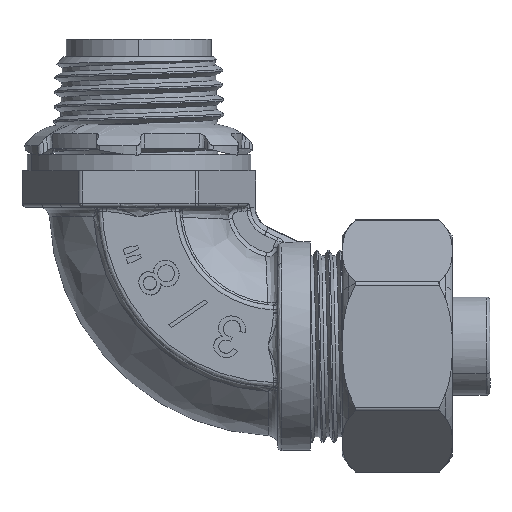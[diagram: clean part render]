
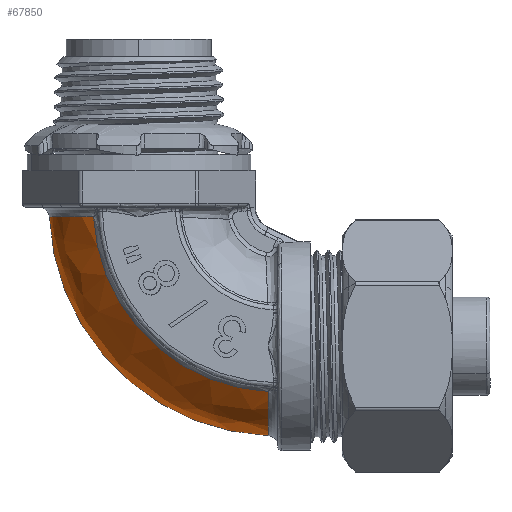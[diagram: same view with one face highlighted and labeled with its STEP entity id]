
A CAD part, left-side view. The second image highlights one B-rep face of the part: STEP entity #67850.
In plain terms, the highlighted free-form (B-spline) face has degree [3, 3] with [4, 4] control points.
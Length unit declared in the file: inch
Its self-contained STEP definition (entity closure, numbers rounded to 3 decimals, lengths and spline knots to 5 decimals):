
#134 = EDGE_CURVE ( 'NONE', #4435, #22803, #68109, .T. ) ;
#2090 = FACE_OUTER_BOUND ( 'NONE', #7081, .T. ) ;
#3002 = DIRECTION ( 'NONE',  ( 0., 0., 1. ) ) ;
#3512 = CARTESIAN_POINT ( 'NONE',  ( -0.29422, 1.58369, 0.62559 ) ) ;
#3741 = CARTESIAN_POINT ( 'NONE',  ( -0.21517, 1.64128, 0.62576 ) ) ;
#4435 = VERTEX_POINT ( 'NONE', #26264 ) ;
#4888 = CARTESIAN_POINT ( 'NONE',  ( -0.21138, 0.64073, -0.37693 ) ) ;
#5124 = CARTESIAN_POINT ( 'NONE',  ( -0.3338, 0.64105, -0.27723 ) ) ;
#7081 = EDGE_LOOP ( 'NONE', ( #44190, #10724, #15645, #56237 ) ) ;
#8412 = CARTESIAN_POINT ( 'NONE',  ( -0.13102, 0.64063, -0.41219 ) ) ;
#8687 = CARTESIAN_POINT ( 'NONE',  ( -0.3555, 1.51492, 0.62535 ) ) ;
#9306 = CARTESIAN_POINT ( 'NONE',  ( -0.07677, 0.64059, -0.42686 ) ) ;
#10231 = CARTESIAN_POINT ( 'NONE',  ( -0.21286, 0.64073, -0.37609 ) ) ;
#10724 = ORIENTED_EDGE ( 'NONE', *, *, #134, .T. ) ;
#11150 = CARTESIAN_POINT ( 'NONE',  ( 0., 1.24486, -0.41283 ) ) ;
#13589 = CARTESIAN_POINT ( 'NONE',  ( -0.23623, 1.62843, 0.62573 ) ) ;
#13779 = CARTESIAN_POINT ( 'NONE',  ( -0.17417, 0.64068, -0.39558 ) ) ;
#14038 = CARTESIAN_POINT ( 'NONE',  ( -0.21853, 1.63933, 0.62576 ) ) ;
#14446 = CARTESIAN_POINT ( 'NONE',  ( 0., 0.64058, -0.43208 ) ) ;
#15499 =( BOUNDED_SURFACE ( )  B_SPLINE_SURFACE ( 3, 3, ( 
 ( #27030, #53430, #15840, #47831 ),
 ( #53880, #63851, #32654, #21232 ),
 ( #26586, #16518, #43190, #31961 ),
 ( #69202, #32420, #11150, #21904 ) ),
 .UNSPECIFIED., .F., .F., .F. ) 
 B_SPLINE_SURFACE_WITH_KNOTS ( ( 4, 4 ),
 ( 4, 4 ),
 ( 0., 1. ),
 ( 0., 1. ),
 .UNSPECIFIED. ) 
 GEOMETRIC_REPRESENTATION_ITEM ( )  RATIONAL_B_SPLINE_SURFACE ( (
 ( 1., 0.82, 0.82, 1.),
 ( 0.912, 0.748, 0.748, 0.912),
 ( 0.912, 0.748, 0.748, 0.912),
 ( 1., 0.82, 0.82, 1.) ) ) 
 REPRESENTATION_ITEM ( '' )  SURFACE ( )  );
#15645 = ORIENTED_EDGE ( 'NONE', *, *, #58543, .T. ) ;
#15840 = CARTESIAN_POINT ( 'NONE',  ( -0.37288, 1.11964, -0.20383 ) ) ;
#16518 = CARTESIAN_POINT ( 'NONE',  ( -0.15689, 1.67933, 0.02164 ) ) ;
#18082 = CIRCLE ( 'NONE', #65561, 0.89111 ) ;
#18908 = DIRECTION ( 'NONE',  ( 1., 0., 0. ) ) ;
#18986 = CARTESIAN_POINT ( 'NONE',  ( -0.21578, 1.64092, 0.62576 ) ) ;
#19443 = CARTESIAN_POINT ( 'NONE',  ( -0.18325, 1.65952, 0.62582 ) ) ;
#19851 = CARTESIAN_POINT ( 'NONE',  ( -0.03871, 0.64058, -0.43208 ) ) ;
#20155 = B_SPLINE_CURVE_WITH_KNOTS ( 'NONE', 3,
 ( #14446, #19851, #9306, #8412, #24563, #13779, #61809, #29876, #47156, #31496, #4888, #10231, #63396, #52975, #21023, #46910, #5124, #47380, #52276 ),
 .UNSPECIFIED., .F., .F.,
 ( 4, 2, 2, 2, 1, 1, 1, 2, 2, 2, 4 ),
 ( 0.49929, 0.62447, 0.68706, 0.71835, 0.734, 0.74182, 0.74574, 0.74769, 0.74965, 0.87482, 1. ),
 .UNSPECIFIED. ) ;
#21023 = CARTESIAN_POINT ( 'NONE',  ( -0.25013, 0.6408, -0.35478 ) ) ;
#21232 = CARTESIAN_POINT ( 'NONE',  ( -0.29313, 0.62824, -0.35469 ) ) ;
#21904 = CARTESIAN_POINT ( 'NONE',  ( 0., 0.63072, -0.43244 ) ) ;
#22803 = VERTEX_POINT ( 'NONE', #26481 ) ;
#24563 = CARTESIAN_POINT ( 'NONE',  ( -0.14864, 0.64065, -0.40616 ) ) ;
#24808 = CARTESIAN_POINT ( 'NONE',  ( -0.14899, 1.67383, 0.62586 ) ) ;
#25036 = CARTESIAN_POINT ( 'NONE',  ( -0.25668, 1.61434, 0.62568 ) ) ;
#26264 = CARTESIAN_POINT ( 'NONE',  ( 0., 1.69858, 0.62592 ) ) ;
#26481 = CARTESIAN_POINT ( 'NONE',  ( 0., 0.64058, -0.43208 ) ) ;
#26586 = CARTESIAN_POINT ( 'NONE',  ( -0.15689, 1.69894, 0.63578 ) ) ;
#27030 = CARTESIAN_POINT ( 'NONE',  ( -0.37288, 1.48615, 0.64257 ) ) ;
#29685 = CARTESIAN_POINT ( 'NONE',  ( -0.37288, 1.48543, 0.62523 ) ) ;
#29876 = CARTESIAN_POINT ( 'NONE',  ( -0.19483, 0.64071, -0.38575 ) ) ;
#30137 = CARTESIAN_POINT ( 'NONE',  ( -0.27989, 1.59643, 0.62563 ) ) ;
#30360 = CARTESIAN_POINT ( 'NONE',  ( -0.24867, 1.62012, 0.6257 ) ) ;
#30657 = CARTESIAN_POINT ( 'NONE',  ( -0.0386, 1.69858, 0.62592 ) ) ;
#31496 = CARTESIAN_POINT ( 'NONE',  ( -0.20791, 0.64073, -0.37886 ) ) ;
#31961 = CARTESIAN_POINT ( 'NONE',  ( -0.15689, 0.63072, -0.43244 ) ) ;
#32420 = CARTESIAN_POINT ( 'NONE',  ( 0., 1.67933, 0.02164 ) ) ;
#32654 = CARTESIAN_POINT ( 'NONE',  ( -0.29313, 1.1991, -0.33647 ) ) ;
#33936 = AXIS2_PLACEMENT_3D ( 'NONE', #59337, #64676, #64915 ) ;
#36036 = CARTESIAN_POINT ( 'NONE',  ( 0., 1.69858, 0.62592 ) ) ;
#36993 = CARTESIAN_POINT ( 'NONE',  ( -0.37288, 0.64127, -0.21893 ) ) ;
#43190 = CARTESIAN_POINT ( 'NONE',  ( -0.15689, 1.24486, -0.41283 ) ) ;
#44190 = ORIENTED_EDGE ( 'NONE', *, *, #49387, .T. ) ;
#45303 = CARTESIAN_POINT ( 'NONE',  ( -0.37288, 0.5955, 0.671 ) ) ;
#45601 = CARTESIAN_POINT ( 'NONE',  ( -0.22991, 1.6325, 0.62574 ) ) ;
#46063 = CARTESIAN_POINT ( 'NONE',  ( -0.33377, 1.54377, 0.62545 ) ) ;
#46910 = CARTESIAN_POINT ( 'NONE',  ( -0.28112, 0.64087, -0.33043 ) ) ;
#47156 = CARTESIAN_POINT ( 'NONE',  ( -0.20092, 0.64071, -0.38264 ) ) ;
#47380 = CARTESIAN_POINT ( 'NONE',  ( -0.35552, 0.64115, -0.2484 ) ) ;
#47831 = CARTESIAN_POINT ( 'NONE',  ( -0.37288, 0.62393, -0.21965 ) ) ;
#49387 = EDGE_CURVE ( 'NONE', #58409, #4435, #58455, .T. ) ;
#50946 = CARTESIAN_POINT ( 'NONE',  ( -0.22235, 1.63708, 0.62575 ) ) ;
#51074 = VERTEX_POINT ( 'NONE', #36993 ) ;
#51394 = CARTESIAN_POINT ( 'NONE',  ( -0.21688, 1.64029, 0.62576 ) ) ;
#52276 = CARTESIAN_POINT ( 'NONE',  ( -0.37288, 0.64127, -0.21893 ) ) ;
#52975 = CARTESIAN_POINT ( 'NONE',  ( -0.21427, 0.64074, -0.37529 ) ) ;
#53430 = CARTESIAN_POINT ( 'NONE',  ( -0.37288, 1.47033, 0.14686 ) ) ;
#53880 = CARTESIAN_POINT ( 'NONE',  ( -0.29313, 1.62119, 0.63826 ) ) ;
#56237 = ORIENTED_EDGE ( 'NONE', *, *, #62957, .T. ) ;
#58409 = VERTEX_POINT ( 'NONE', #66703 ) ;
#58455 = B_SPLINE_CURVE_WITH_KNOTS ( 'NONE', 3,
 ( #29685, #8687, #46063, #3512, #30137, #25036, #30360, #13589, #45601, #50946, #14038, #51394, #18986, #3741, #19443, #24808, #59027, #30657, #36036 ),
 .UNSPECIFIED., .F., .F.,
 ( 4, 2, 2, 2, 1, 1, 1, 2, 2, 2, 4 ),
 ( 0., 0.12482, 0.18724, 0.21844, 0.23404, 0.24185, 0.24575, 0.2477, 0.24965, 0.37447, 0.49929 ),
 .UNSPECIFIED. ) ;
#58543 = EDGE_CURVE ( 'NONE', #22803, #51074, #20155, .T. ) ;
#59027 = CARTESIAN_POINT ( 'NONE',  ( -0.07671, 1.69337, 0.62591 ) ) ;
#59337 = CARTESIAN_POINT ( 'NONE',  ( 0., 0.5955, 0.671 ) ) ;
#61809 = CARTESIAN_POINT ( 'NONE',  ( -0.18253, 0.64069, -0.39179 ) ) ;
#62957 = EDGE_CURVE ( 'NONE', #51074, #58409, #18082, .T. ) ;
#63396 = CARTESIAN_POINT ( 'NONE',  ( -0.21384, 0.64074, -0.37553 ) ) ;
#63851 = CARTESIAN_POINT ( 'NONE',  ( -0.29313, 1.60297, 0.0674 ) ) ;
#64676 = DIRECTION ( 'NONE',  ( -1., 0., 0. ) ) ;
#64915 = DIRECTION ( 'NONE',  ( 0., 0., 1. ) ) ;
#65561 = AXIS2_PLACEMENT_3D ( 'NONE', #45303, #18908, #3002 ) ;
#66703 = CARTESIAN_POINT ( 'NONE',  ( -0.37288, 1.48543, 0.62523 ) ) ;
#67850 = ADVANCED_FACE ( 'NONE', ( #2090 ), #15499, .T. ) ;
#68109 = CIRCLE ( 'NONE', #33936, 1.104 ) ;
#69202 = CARTESIAN_POINT ( 'NONE',  ( 0., 1.69894, 0.63578 ) ) ;
